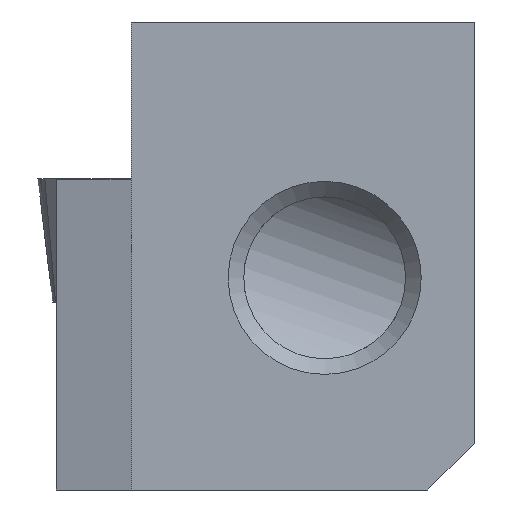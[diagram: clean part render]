
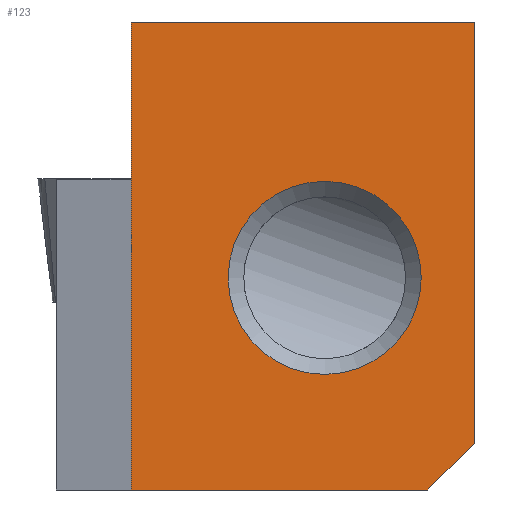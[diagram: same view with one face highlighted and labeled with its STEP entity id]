
A CAD part, left-side view. The second image highlights one B-rep face of the part: STEP entity #123.
In plain terms, the highlighted planar face has unit normal (-1, 0, 0).
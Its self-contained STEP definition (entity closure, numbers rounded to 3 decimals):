
#65=FACE_BOUND('',#192,.T.);
#66=FACE_BOUND('',#193,.T.);
#94=PLANE('',#707);
#123=ADVANCED_FACE('',(#65,#66),#94,.T.);
#192=EDGE_LOOP('',(#415));
#193=EDGE_LOOP('',(#416,#417,#418,#419,#420));
#250=LINE('',#998,#310);
#252=LINE('',#1006,#312);
#253=LINE('',#1009,#313);
#254=LINE('',#1010,#314);
#255=LINE('',#1012,#315);
#310=VECTOR('',#817,1.);
#312=VECTOR('',#825,1.);
#313=VECTOR('',#826,1.);
#314=VECTOR('',#827,1.);
#315=VECTOR('',#828,1.);
#415=ORIENTED_EDGE('',*,*,#614,.T.);
#416=ORIENTED_EDGE('',*,*,#615,.F.);
#417=ORIENTED_EDGE('',*,*,#616,.T.);
#418=ORIENTED_EDGE('',*,*,#611,.F.);
#419=ORIENTED_EDGE('',*,*,#617,.T.);
#420=ORIENTED_EDGE('',*,*,#618,.T.);
#542=VERTEX_POINT('',#997);
#543=VERTEX_POINT('',#999);
#545=VERTEX_POINT('',#1005);
#546=VERTEX_POINT('',#1007);
#547=VERTEX_POINT('',#1008);
#548=VERTEX_POINT('',#1011);
#611=EDGE_CURVE('',#542,#543,#250,.T.);
#614=EDGE_CURVE('',#545,#545,#669,.T.);
#615=EDGE_CURVE('',#546,#547,#252,.T.);
#616=EDGE_CURVE('',#546,#543,#253,.T.);
#617=EDGE_CURVE('',#542,#548,#254,.T.);
#618=EDGE_CURVE('',#548,#547,#255,.T.);
#669=CIRCLE('',#706,3.094);
#706=AXIS2_PLACEMENT_3D('',#1004,#823,#824);
#707=AXIS2_PLACEMENT_3D('',#1013,#829,#830);
#817=DIRECTION('',(0.,0.,-1.));
#823=DIRECTION('',(1.,0.,0.));
#824=DIRECTION('',(0.,-1.,0.));
#825=DIRECTION('',(0.,1.,0.));
#826=DIRECTION('',(0.,-0.707,0.707));
#827=DIRECTION('',(0.,1.,0.));
#828=DIRECTION('',(0.,0.,-1.));
#829=DIRECTION('',(-1.,0.,0.));
#830=DIRECTION('',(0.,-1.,0.));
#997=CARTESIAN_POINT('',(-42.438,-7.602,5.03));
#998=CARTESIAN_POINT('',(-42.438,-7.602,5.03));
#999=CARTESIAN_POINT('',(-42.438,-7.602,-8.47));
#1004=CARTESIAN_POINT('',(-42.438,-2.802,-3.17));
#1005=CARTESIAN_POINT('',(-42.438,-5.896,-3.17));
#1006=CARTESIAN_POINT('',(-42.438,-7.602,-9.97));
#1007=CARTESIAN_POINT('',(-42.438,-6.102,-9.97));
#1008=CARTESIAN_POINT('',(-42.438,3.398,-9.97));
#1009=CARTESIAN_POINT('',(-42.438,-14.352,-1.72));
#1010=CARTESIAN_POINT('',(-42.438,-7.602,5.03));
#1011=CARTESIAN_POINT('',(-42.438,3.398,5.03));
#1012=CARTESIAN_POINT('',(-42.438,3.398,5.03));
#1013=CARTESIAN_POINT('',(-42.438,-7.602,5.03));
